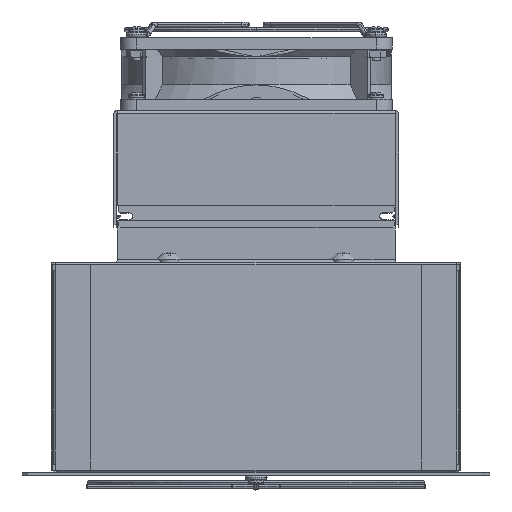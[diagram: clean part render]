
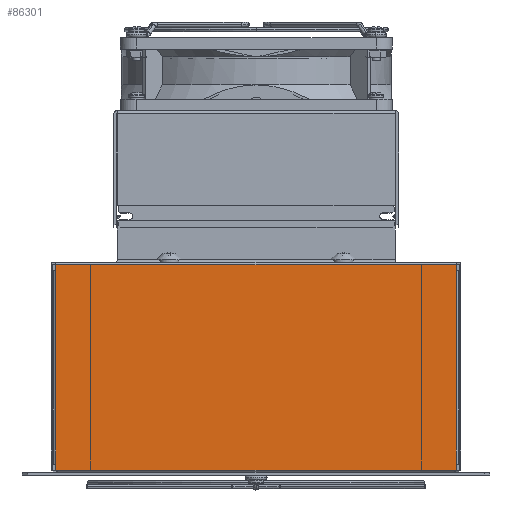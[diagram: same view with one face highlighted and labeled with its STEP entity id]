
A CAD part, front view. The second image highlights one B-rep face of the part: STEP entity #86301.
In plain terms, the highlighted planar face has unit normal (0, -1, 0).
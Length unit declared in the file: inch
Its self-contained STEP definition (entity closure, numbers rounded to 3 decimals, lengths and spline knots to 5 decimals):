
#479 = ORIENTED_EDGE ( 'NONE', *, *, #55609, .F. ) ;
#3334 = DIRECTION ( 'NONE',  ( 0., 0., 1. ) ) ;
#9620 = CARTESIAN_POINT ( 'NONE',  ( 7.4454, -15.79102, 2.47631 ) ) ;
#10509 = EDGE_CURVE ( 'NONE', #70878, #45872, #34019, .T. ) ;
#12349 = EDGE_LOOP ( 'NONE', ( #56760, #79789, #479, #86291 ) ) ;
#16294 = PLANE ( 'NONE',  #30319 ) ;
#18344 = FACE_OUTER_BOUND ( 'NONE', #12349, .T. ) ;
#18615 = LINE ( 'NONE', #30668, #36508 ) ;
#19887 = DIRECTION ( 'NONE',  ( 0., 0., -1. ) ) ;
#26342 = CARTESIAN_POINT ( 'NONE',  ( 7.4454, -15.79102, 10.96464 ) ) ;
#26822 = VECTOR ( 'NONE', #19887, 39.37008 ) ;
#29868 = CARTESIAN_POINT ( 'NONE',  ( 4.95147, -15.79102, 10.96464 ) ) ;
#30319 = AXIS2_PLACEMENT_3D ( 'NONE', #29868, #76680, #36583 ) ;
#30668 = CARTESIAN_POINT ( 'NONE',  ( 0.5054, -15.79102, 6.01631 ) ) ;
#30718 = VERTEX_POINT ( 'NONE', #40957 ) ;
#34019 = LINE ( 'NONE', #63328, #85244 ) ;
#36508 = VECTOR ( 'NONE', #77479, 39.37008 ) ;
#36583 = DIRECTION ( 'NONE',  ( 0., 0., -1. ) ) ;
#39598 = VERTEX_POINT ( 'NONE', #48765 ) ;
#40957 = CARTESIAN_POINT ( 'NONE',  ( 0.5454, -15.79102, 6.01631 ) ) ;
#43546 = CARTESIAN_POINT ( 'NONE',  ( 0.5454, -15.79102, 10.96464 ) ) ;
#44625 = LINE ( 'NONE', #26342, #26822 ) ;
#45872 = VERTEX_POINT ( 'NONE', #48415 ) ;
#48415 = CARTESIAN_POINT ( 'NONE',  ( 0.5454, -15.79102, 2.47631 ) ) ;
#48765 = CARTESIAN_POINT ( 'NONE',  ( 7.4454, -15.79102, 6.01631 ) ) ;
#55609 = EDGE_CURVE ( 'NONE', #30718, #39598, #18615, .T. ) ;
#56372 = LINE ( 'NONE', #43546, #60675 ) ;
#56760 = ORIENTED_EDGE ( 'NONE', *, *, #10509, .F. ) ;
#60675 = VECTOR ( 'NONE', #3334, 39.37008 ) ;
#63328 = CARTESIAN_POINT ( 'NONE',  ( 4.95147, -15.79102, 2.47631 ) ) ;
#63408 = DIRECTION ( 'NONE',  ( -1., 0., 0. ) ) ;
#70878 = VERTEX_POINT ( 'NONE', #9620 ) ;
#76680 = DIRECTION ( 'NONE',  ( 0., 1., 0. ) ) ;
#77479 = DIRECTION ( 'NONE',  ( 1., 0., 0. ) ) ;
#79789 = ORIENTED_EDGE ( 'NONE', *, *, #86061, .F. ) ;
#82978 = EDGE_CURVE ( 'NONE', #45872, #30718, #56372, .T. ) ;
#85244 = VECTOR ( 'NONE', #63408, 39.37008 ) ;
#86061 = EDGE_CURVE ( 'NONE', #39598, #70878, #44625, .T. ) ;
#86291 = ORIENTED_EDGE ( 'NONE', *, *, #82978, .F. ) ;
#86301 = ADVANCED_FACE ( 'NONE', ( #18344 ), #16294, .F. ) ;
